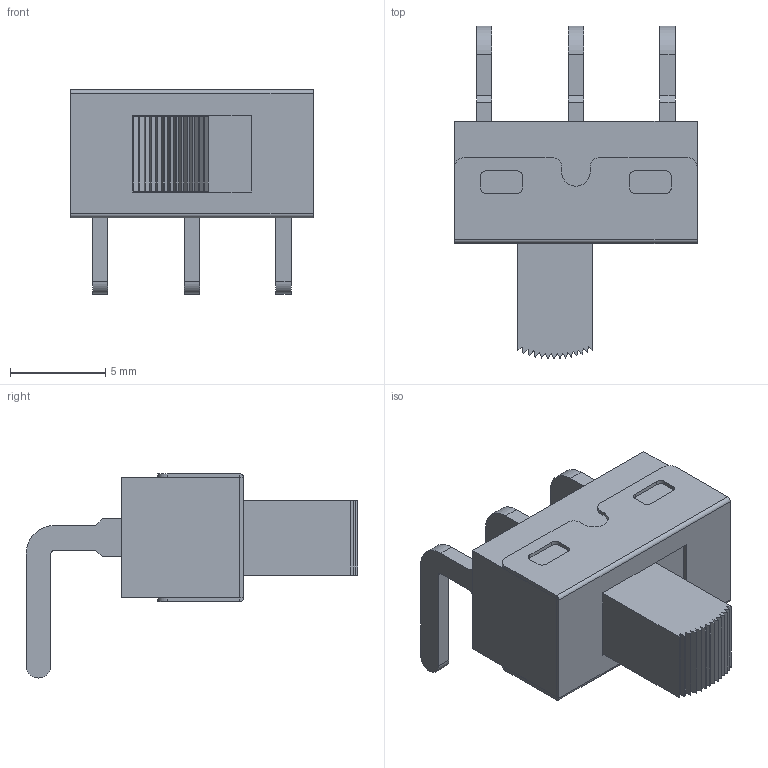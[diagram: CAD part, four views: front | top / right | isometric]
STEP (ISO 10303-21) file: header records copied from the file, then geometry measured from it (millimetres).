
FILE_DESCRIPTION (( 'STEP AP214' ), '1' );
FILE_NAME ('SW-TH_3P-P4.80_HX-SS12D10G6-WJ.STEP', '2023-11-08T07:27:14', ( 'PC' ), ( 'Microsoft' ), 'SwSTEP 2.0', 'SolidWorks 2020', '' );
FILE_SCHEMA (( 'AUTOMOTIVE_DESIGN' ));
Length unit declared in the file: millimetre
Products named in the file (1): SW-TH_3P-P4.80_HX-SS12D10G6-WJ
Bounding box: 12.71 x 17.4 x 10.7 mm (x, y, z)
Volume: 654.5 mm3; surface area: 975.9 mm2
Topology: 2 solids, 2 shells, 379 faces, 1040 edges, 688 vertices
Faces by surface type: plane 241, bspline 98, cylinder 40
Entity records: 16670 total; most frequent: CARTESIAN_POINT 3414, ORIENTED_EDGE 2080, DIRECTION 1484, EDGE_CURVE 1040, LINE 760, VECTOR 760, VERTEX_POINT 688, EDGE_LOOP 412
